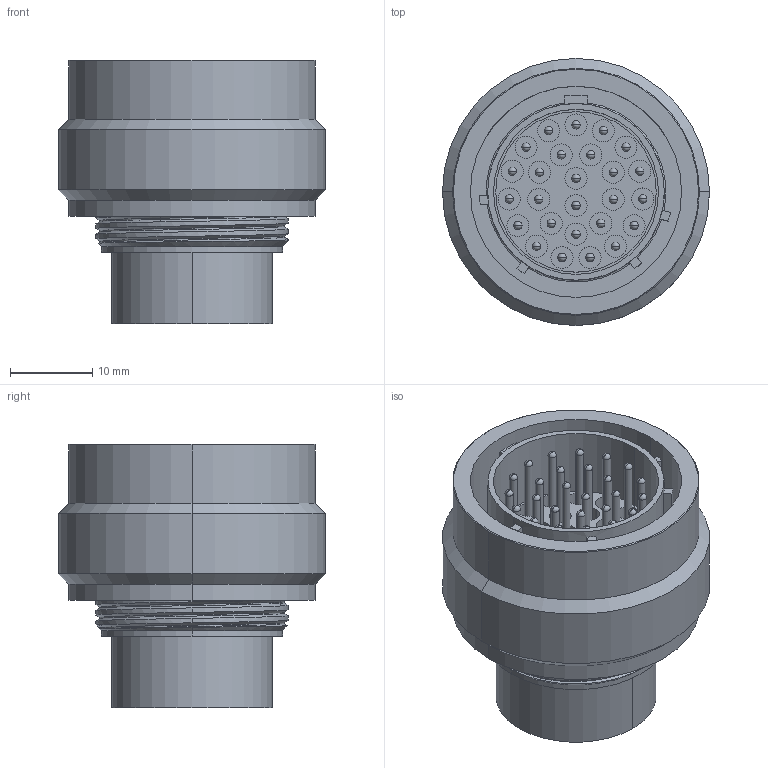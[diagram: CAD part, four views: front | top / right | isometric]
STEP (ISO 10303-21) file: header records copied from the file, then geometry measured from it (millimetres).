
FILE_DESCRIPTION((''),'2;1');
FILE_NAME('UT061626P-CAT_SW_ASM','2010-12-07T',('Gsineau'),(''),'PRO/ENGINEER BY PARAMETRIC TECHNOLOGY CORPORATION, 2010140','PRO/ENGINEER BY PARAMETRIC TECHNOLOGY CORPORATION, 2010140','');
FILE_SCHEMA(('CONFIG_CONTROL_DESIGN'));
Length unit declared in the file: inch
Products named in the file (1): UT061626P-CAT_SW_ASM
Bounding box: 32.45 x 32.45 x 32.05 mm (x, y, z)
Volume: 12325.9 mm3; surface area: 10597.5 mm2
Topology: 1 solids, 1 shells, 353 faces, 796 edges, 480 vertices
Faces by surface type: cylinder 196, plane 78, sphere 52, torus 11, cone 10, bspline 6
Entity records: 11640 total; most frequent: CARTESIAN_POINT 3643, DIRECTION 1856, ORIENTED_EDGE 1488, AXIS2_PLACEMENT_3D 807, EDGE_CURVE 744, VERTEX_POINT 480, CIRCLE 459, EDGE_LOOP 440
